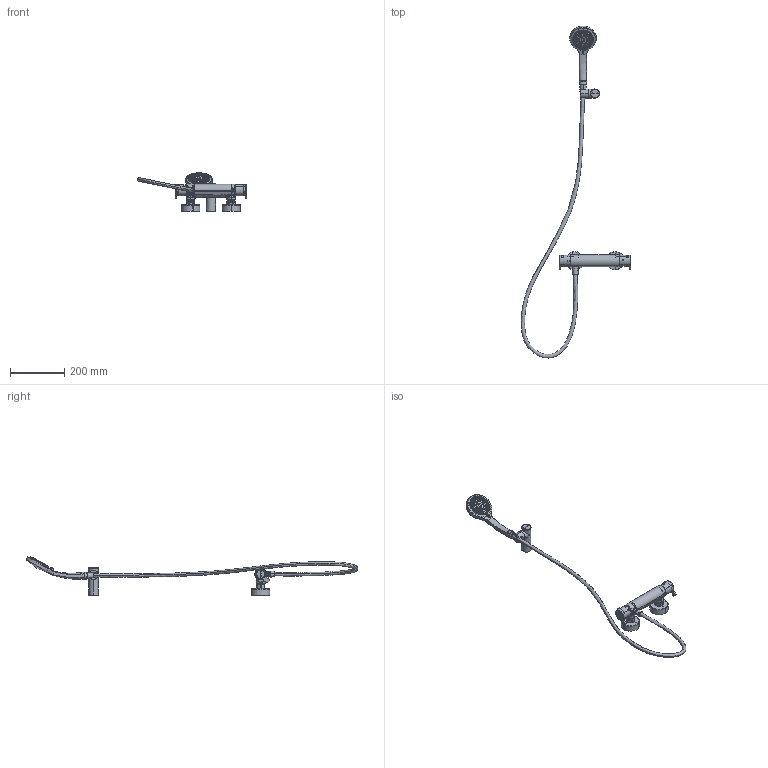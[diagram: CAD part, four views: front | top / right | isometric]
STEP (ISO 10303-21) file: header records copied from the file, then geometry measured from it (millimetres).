
FILE_DESCRIPTION (( 'STEP AP203' ), '1' );
FILE_NAME ('94DP02569_00.STEP', '2021-04-15T07:34:07', ( '' ), ( '' ), 'SwSTEP 2.0', 'SolidWorks 2018', '' );
FILE_SCHEMA (( 'CONFIG_CONTROL_DESIGN' ));
Length unit declared in the file: millimetre
Products named in the file (1): 94DP02569_00
Bounding box: 403.42 x 1221.03 x 141.17 mm (x, y, z)
Volume: 667646.7 mm3; surface area: 250702.7 mm2
Topology: 18 solids, 18 shells, 1138 faces, 2650 edges, 1658 vertices
Faces by surface type: cylinder 465, plane 287, torus 197, cone 109, bspline 66, sphere 14
Entity records: 46680 total; most frequent: CARTESIAN_POINT 21254, DIRECTION 5298, ORIENTED_EDGE 5268, EDGE_CURVE 2634, AXIS2_PLACEMENT_3D 2252, VERTEX_POINT 1658, EDGE_LOOP 1308, CIRCLE 1179
